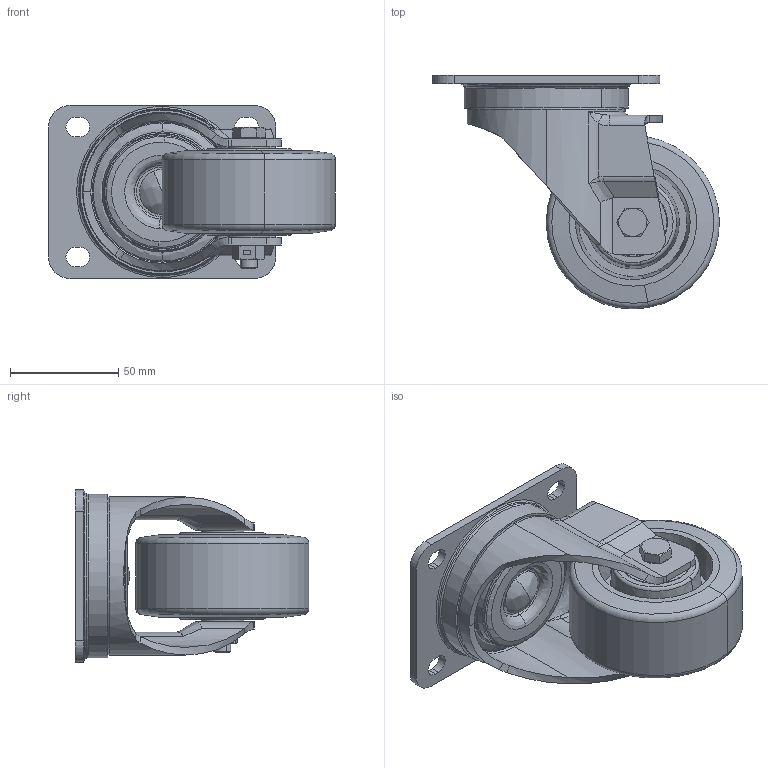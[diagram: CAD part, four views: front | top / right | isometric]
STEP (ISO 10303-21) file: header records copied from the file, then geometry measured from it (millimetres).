
FILE_DESCRIPTION (( 'STEP AP214' ), '1' );
FILE_NAME ('0027613_L-IM-EGA-080-K-3.STEP', '2017-05-30T10:49:21', ( '' ), ( '' ), 'SwSTEP 2.0', 'SolidWorks 2016', '' );
FILE_SCHEMA (( 'AUTOMOTIVE_DESIGN' ));
Length unit declared in the file: millimetre
Products named in the file (1): 0027613_L-IM-EGA-080-K-3
Bounding box: 132.5 x 108 x 80 mm (x, y, z)
Surface area: 110308.2 mm2 (no closed solid volume)
Topology: 0 solids, 24 shells, 618 faces, 1668 edges, 1068 vertices
Faces by surface type: plane 269, cylinder 157, cone 74, bspline 72, torus 46
Entity records: 30031 total; most frequent: CARTESIAN_POINT 7760, DIRECTION 3227, ORIENTED_EDGE 3008, EDGE_CURVE 1660, AXIS2_PLACEMENT_3D 1152, VERTEX_POINT 1068, VECTOR 923, LINE 923
